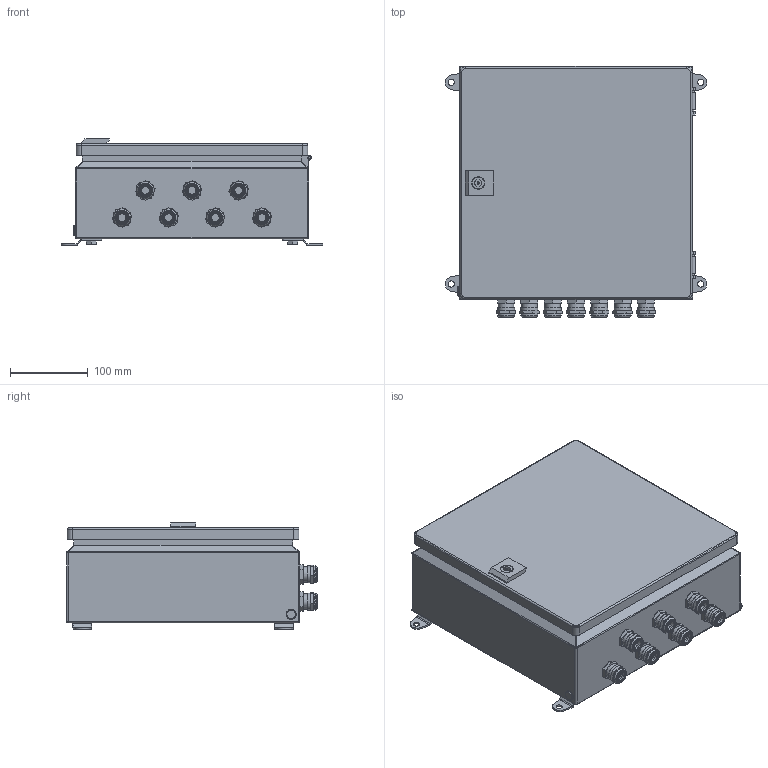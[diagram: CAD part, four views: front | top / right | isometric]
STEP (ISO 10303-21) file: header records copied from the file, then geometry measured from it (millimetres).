
FILE_DESCRIPTION (( 'STEP AP214' ), '1' );
FILE_NAME ('JB60xx-xx cabinet.STEP', '2018-06-14T06:59:21', ( '' ), ( '' ), 'SwSTEP 2.0', 'SolidWorks 2018', '' );
FILE_SCHEMA (( 'AUTOMOTIVE_DESIGN' ));
Length unit declared in the file: millimetre
Products named in the file (20): Mutter-nippel; Klemme- nippel; Hylse- nippel; torque nut 08_iso_ISO 10511-M8-N; hex screw gradeab_iso_ISO 4017 - M8 x 20-N; pan head cross recess screw_din_ISO 7045 - M6 x 10 - Z --- 10N; spring lock washer 2_din_DIN 6905-5.5-FSt; countersunk flat head cross recess screw_din_ISO 7046-1 - M5 x 8 - Z --- 8N; ZZI-01002 EMC Gasket; ZCC-03014-01 Door; ZCC-03014-01 Mounting plate; IP plugg; ZZC-03014-01 Cabinet JB60; ZCC-030048 Mounting angle JB60 cabinet; ZOA-01139 Spacer M4x10; JB60xx-xx cabinet; ZCC-03019 Nut PG13.5; Nippel PG13,5; Kon- nippel; Pakning- nippel
Assembly tree (56 placements, depth 3):
  JB60xx-xx cabinet
    ZZC-03014-01 Cabinet JB60
    ZCC-03014-01 Mounting plate
    ZCC-03014-01 Door
    ZZI-01002 EMC Gasket
    countersunk flat head cross recess screw_din_ISO 7046-1 - M5 x 8 - Z --- 8N
    spring lock washer 2_din_DIN 6905-5.5-FSt  x4
    pan head cross recess screw_din_ISO 7045 - M6 x 10 - Z --- 10N  x4
    hex screw gradeab_iso_ISO 4017 - M8 x 20-N  x4
    torque nut 08_iso_ISO 10511-M8-N  x4
    Nippel PG13,5  x7
      Hylse- nippel
      Klemme- nippel
      Mutter-nippel
      Pakning- nippel
      Kon- nippel
    ZCC-03019 Nut PG13.5  x7
    ZOA-01139 Spacer M4x10  x11
    ZCC-030048 Mounting angle JB60 cabinet  x4
    IP plugg
Bounding box: 336.53 x 322.9 x 136.9 mm (x, y, z)
Volume: 919935.2 mm3; surface area: 975879.1 mm2
Topology: 81 solids, 81 shells, 2751 faces, 6698 edges, 4196 vertices
Faces by surface type: plane 1653, cylinder 388, cone 386, torus 305, sphere 12, bspline 7
Full cylindrical faces by diameter (mm): 2.8 x1, 3 x2, 3.3 x11, 3.5 x4, 4 x23, 5 x6, 5.2 x1, 6 x6, 6.8 x4, 7.4 x1, 7.5 x1, 7.8 x1, 8 x17, 8.2 x8, 8.4 x4, 9 x1, 9.3 x1, 9.429 x4, 10 x7, 12 x4, 12.3 x14, 13 x9, 13.4 x7, 13.5 x7, 14.7 x14, 15.5 x1, 15.8 x1, 16 x7, 16.3 x1, 16.7 x7
Entity records: 25494 total; most frequent: CARTESIAN_POINT 5801, DIRECTION 3694, ORIENTED_EDGE 3412, EDGE_CURVE 1706, AXIS2_PLACEMENT_3D 1390, VERTEX_POINT 1144, EDGE_LOOP 996, LINE 914
